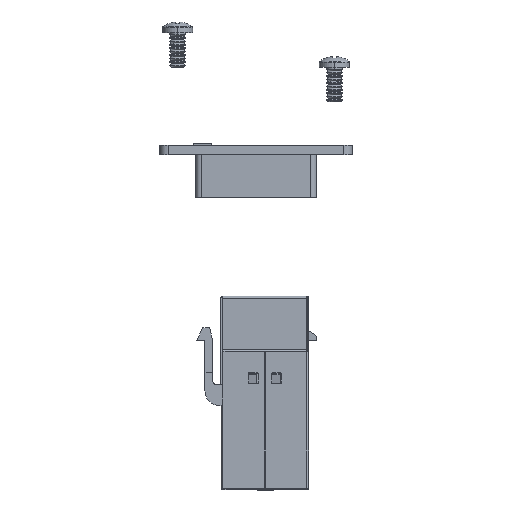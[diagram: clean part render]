
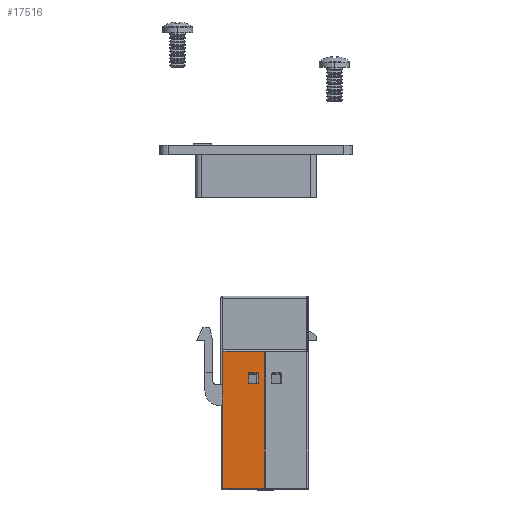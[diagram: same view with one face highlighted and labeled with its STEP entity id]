
A CAD part, left-side view. The second image highlights one B-rep face of the part: STEP entity #17516.
In plain terms, the highlighted face is planar.
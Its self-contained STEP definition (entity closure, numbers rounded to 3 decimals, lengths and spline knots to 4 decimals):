
#4682 = ORIENTED_EDGE ( 'NONE', *, *, #17629, .T. ) ;
#11374 = LINE ( 'NONE', #11428, #11427 ) ;
#11426 = DIRECTION ( 'NONE',  ( 0., 1., 0. ) ) ;
#11427 = VECTOR ( 'NONE', #11426, 39.3701 ) ;
#11428 = CARTESIAN_POINT ( 'NONE',  ( 0.3055, 0.6, -0.36 ) ) ;
#11443 = CARTESIAN_POINT ( 'NONE',  ( 0.3075, 0.761, -0.36 ) ) ;
#11444 = LINE ( 'NONE', #11443, #11521 ) ;
#11453 = CARTESIAN_POINT ( 'NONE',  ( 0.119, 0.837, -0.36 ) ) ;
#11457 = CARTESIAN_POINT ( 'NONE',  ( 0.113, 0.843, -0.36 ) ) ;
#11472 = CARTESIAN_POINT ( 'NONE',  ( 0.3055, 0.6, -0.36 ) ) ;
#11474 = CARTESIAN_POINT ( 'NONE',  ( 0.3055, 0.002, -0.36 ) ) ;
#11476 = PLANE ( 'NONE',  #11481 ) ;
#11477 = CIRCLE ( 'NONE', #11516, 0.006 ) ;
#11478 = FACE_BOUND ( 'NONE', #17555, .T. ) ;
#11479 = CARTESIAN_POINT ( 'NONE',  ( 0.119, 0.767, -0.36 ) ) ;
#11480 = FACE_OUTER_BOUND ( 'NONE', #17488, .T. ) ;
#11481 = AXIS2_PLACEMENT_3D ( 'NONE', #11541, #11540, #11539 ) ;
#11482 = DIRECTION ( 'NONE',  ( 1., 0., 0. ) ) ;
#11483 = DIRECTION ( 'NONE',  ( 0., 0., 1. ) ) ;
#11484 = CARTESIAN_POINT ( 'NONE',  ( 0.113, 0.837, -0.36 ) ) ;
#11487 = CARTESIAN_POINT ( 'NONE',  ( 0.05, 0.837, -0.36 ) ) ;
#11488 = DIRECTION ( 'NONE',  ( 0., 1., 0. ) ) ;
#11489 = VECTOR ( 'NONE', #11488, 39.3701 ) ;
#11490 = CARTESIAN_POINT ( 'NONE',  ( 0.119, 0.6, -0.36 ) ) ;
#11491 = LINE ( 'NONE', #11490, #11489 ) ;
#11492 = CIRCLE ( 'NONE', #11499, 0.006 ) ;
#11493 = DIRECTION ( 'NONE',  ( 1., 0., 0. ) ) ;
#11494 = DIRECTION ( 'NONE',  ( 0., 0., 1. ) ) ;
#11495 = CARTESIAN_POINT ( 'NONE',  ( 0.113, 0.767, -0.36 ) ) ;
#11496 = AXIS2_PLACEMENT_3D ( 'NONE', #11495, #11494, #11493 ) ;
#11498 = CARTESIAN_POINT ( 'NONE',  ( 0.3055, 0.998, -0.36 ) ) ;
#11499 = AXIS2_PLACEMENT_3D ( 'NONE', #11484, #11483, #11482 ) ;
#11500 = CIRCLE ( 'NONE', #11496, 0.006 ) ;
#11506 = CARTESIAN_POINT ( 'NONE',  ( 0.056, 0.761, -0.36 ) ) ;
#11509 = AXIS2_PLACEMENT_3D ( 'NONE', #11573, #11572, #11571 ) ;
#11510 = CIRCLE ( 'NONE', #11509, 0.006 ) ;
#11514 = DIRECTION ( 'NONE',  ( 1., 0., 0. ) ) ;
#11515 = DIRECTION ( 'NONE',  ( 0., 0., 1. ) ) ;
#11516 = AXIS2_PLACEMENT_3D ( 'NONE', #11528, #11515, #11514 ) ;
#11519 = CARTESIAN_POINT ( 'NONE',  ( 0.113, 0.761, -0.36 ) ) ;
#11520 = DIRECTION ( 'NONE',  ( 1., 0., 0. ) ) ;
#11521 = VECTOR ( 'NONE', #11520, 39.3701 ) ;
#11526 = DIRECTION ( 'NONE',  ( 0., -1., 0. ) ) ;
#11527 = VECTOR ( 'NONE', #11526, 39.3701 ) ;
#11528 = CARTESIAN_POINT ( 'NONE',  ( 0.056, 0.767, -0.36 ) ) ;
#11530 = CARTESIAN_POINT ( 'NONE',  ( 0.001, 0.002, -0.36 ) ) ;
#11531 = CARTESIAN_POINT ( 'NONE',  ( 0.05, 0.6, -0.36 ) ) ;
#11533 = LINE ( 'NONE', #11531, #11527 ) ;
#11534 = DIRECTION ( 'NONE',  ( -1., 0., 0. ) ) ;
#11535 = VECTOR ( 'NONE', #11534, 39.3701 ) ;
#11536 = CARTESIAN_POINT ( 'NONE',  ( 0.3075, 0.843, -0.36 ) ) ;
#11537 = LINE ( 'NONE', #11536, #11535 ) ;
#11538 = CARTESIAN_POINT ( 'NONE',  ( 0.05, 0.767, -0.36 ) ) ;
#11539 = DIRECTION ( 'NONE',  ( 1., 0., 0. ) ) ;
#11540 = DIRECTION ( 'NONE',  ( 0., 0., 1. ) ) ;
#11541 = CARTESIAN_POINT ( 'NONE',  ( 0.3075, 0.6, -0.36 ) ) ;
#11565 = DIRECTION ( 'NONE',  ( -1., 0., 0. ) ) ;
#11566 = VECTOR ( 'NONE', #11565, 39.3701 ) ;
#11567 = CARTESIAN_POINT ( 'NONE',  ( 0.001, 0.002, -0.36 ) ) ;
#11568 = LINE ( 'NONE', #11567, #11566 ) ;
#11569 = CARTESIAN_POINT ( 'NONE',  ( 0.056, 0.843, -0.36 ) ) ;
#11571 = DIRECTION ( 'NONE',  ( 1., 0., 0. ) ) ;
#11572 = DIRECTION ( 'NONE',  ( 0., 0., 1. ) ) ;
#11573 = CARTESIAN_POINT ( 'NONE',  ( 0.056, 0.837, -0.36 ) ) ;
#11609 = VECTOR ( 'NONE', #11666, 39.3701 ) ;
#11610 = CARTESIAN_POINT ( 'NONE',  ( 0.3055, 0.998, -0.36 ) ) ;
#11611 = LINE ( 'NONE', #11610, #11609 ) ;
#11629 = CARTESIAN_POINT ( 'NONE',  ( 0.001, 0.998, -0.36 ) ) ;
#11660 = DIRECTION ( 'NONE',  ( 0., -1., 0. ) ) ;
#11661 = VECTOR ( 'NONE', #11660, 39.3701 ) ;
#11662 = CARTESIAN_POINT ( 'NONE',  ( 0.3055, 0.6, -0.36 ) ) ;
#11666 = DIRECTION ( 'NONE',  ( 1., 0., 0. ) ) ;
#11667 = LINE ( 'NONE', #11662, #11661 ) ;
#11672 = DIRECTION ( 'NONE',  ( 0., 1., 0. ) ) ;
#11673 = VECTOR ( 'NONE', #11672, 39.3701 ) ;
#11674 = CARTESIAN_POINT ( 'NONE',  ( 0.001, 0.6, -0.36 ) ) ;
#11675 = LINE ( 'NONE', #11674, #11673 ) ;
#17412 = EDGE_CURVE ( 'NONE', #17430, #17460, #11374, .T. ) ;
#17430 = VERTEX_POINT ( 'NONE', #11474 ) ;
#17449 = VERTEX_POINT ( 'NONE', #11457 ) ;
#17460 = VERTEX_POINT ( 'NONE', #11472 ) ;
#17488 = EDGE_LOOP ( 'NONE', ( #17500, #17620, #17619, #17495, #4682 ) ) ;
#17490 = VERTEX_POINT ( 'NONE', #11453 ) ;
#17492 = ORIENTED_EDGE ( 'NONE', *, *, #17529, .T. ) ;
#17493 = EDGE_CURVE ( 'NONE', #17535, #17541, #11500, .T. ) ;
#17495 = ORIENTED_EDGE ( 'NONE', *, *, #17624, .T. ) ;
#17497 = VERTEX_POINT ( 'NONE', #11498 ) ;
#17498 = EDGE_CURVE ( 'NONE', #17541, #17490, #11491, .T. ) ;
#17500 = ORIENTED_EDGE ( 'NONE', *, *, #17412, .F. ) ;
#17502 = EDGE_CURVE ( 'NONE', #17490, #17449, #11492, .T. ) ;
#17506 = ORIENTED_EDGE ( 'NONE', *, *, #17502, .T. ) ;
#17513 = VERTEX_POINT ( 'NONE', #11487 ) ;
#17516 = ADVANCED_FACE ( 'NONE', ( #11478, #11480 ), #11476, .F. ) ;
#17517 = ORIENTED_EDGE ( 'NONE', *, *, #17549, .T. ) ;
#17519 = EDGE_CURVE ( 'NONE', #17449, #17560, #11537, .T. ) ;
#17520 = VERTEX_POINT ( 'NONE', #11538 ) ;
#17522 = ORIENTED_EDGE ( 'NONE', *, *, #17524, .T. ) ;
#17524 = EDGE_CURVE ( 'NONE', #17513, #17520, #11533, .T. ) ;
#17526 = ORIENTED_EDGE ( 'NONE', *, *, #17493, .T. ) ;
#17529 = EDGE_CURVE ( 'NONE', #17561, #17535, #11444, .T. ) ;
#17531 = EDGE_CURVE ( 'NONE', #17520, #17561, #11477, .T. ) ;
#17533 = ORIENTED_EDGE ( 'NONE', *, *, #17498, .T. ) ;
#17535 = VERTEX_POINT ( 'NONE', #11519 ) ;
#17537 = ORIENTED_EDGE ( 'NONE', *, *, #17531, .T. ) ;
#17541 = VERTEX_POINT ( 'NONE', #11479 ) ;
#17549 = EDGE_CURVE ( 'NONE', #17560, #17513, #11510, .T. ) ;
#17553 = VERTEX_POINT ( 'NONE', #11530 ) ;
#17555 = EDGE_LOOP ( 'NONE', ( #17563, #17517, #17522, #17537, #17492, #17526, #17533, #17506 ) ) ;
#17557 = EDGE_CURVE ( 'NONE', #17430, #17553, #11568, .T. ) ;
#17560 = VERTEX_POINT ( 'NONE', #11569 ) ;
#17561 = VERTEX_POINT ( 'NONE', #11506 ) ;
#17563 = ORIENTED_EDGE ( 'NONE', *, *, #17519, .T. ) ;
#17616 = EDGE_CURVE ( 'NONE', #17553, #17622, #11675, .T. ) ;
#17619 = ORIENTED_EDGE ( 'NONE', *, *, #17616, .T. ) ;
#17620 = ORIENTED_EDGE ( 'NONE', *, *, #17557, .T. ) ;
#17622 = VERTEX_POINT ( 'NONE', #11629 ) ;
#17624 = EDGE_CURVE ( 'NONE', #17622, #17497, #11611, .T. ) ;
#17629 = EDGE_CURVE ( 'NONE', #17497, #17460, #11667, .T. ) ;
